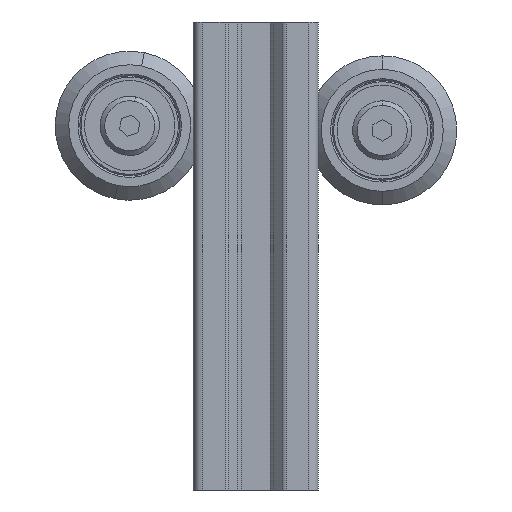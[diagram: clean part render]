
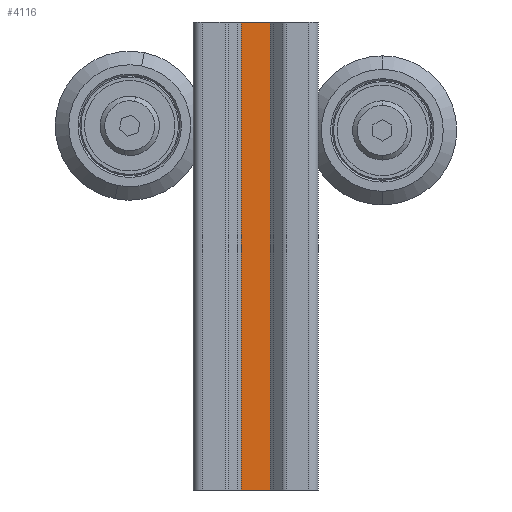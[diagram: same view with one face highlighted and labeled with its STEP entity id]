
A CAD part, front view. The second image highlights one B-rep face of the part: STEP entity #4116.
In plain terms, the highlighted planar face has unit normal (0, -1, 0).
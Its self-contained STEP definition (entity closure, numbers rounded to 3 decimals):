
#169 = CARTESIAN_POINT ( 'NONE',  ( -2.339, -3.4, -75. ) ) ;
#234 = VECTOR ( 'NONE', #7723, 1000. ) ;
#772 = DIRECTION ( 'NONE',  ( 0., 0., 1. ) ) ;
#906 = EDGE_CURVE ( 'NONE', #11642, #12000, #9718, .T. ) ;
#1362 = DIRECTION ( 'NONE',  ( -1., 0., 0. ) ) ;
#2263 = CARTESIAN_POINT ( 'NONE',  ( -2.339, -3.4, -75. ) ) ;
#2315 = FACE_OUTER_BOUND ( 'NONE', #8307, .T. ) ;
#2976 = ORIENTED_EDGE ( 'NONE', *, *, #7904, .T. ) ;
#3032 = VECTOR ( 'NONE', #13270, 1000. ) ;
#3522 = EDGE_CURVE ( 'NONE', #12638, #11642, #6587, .T. ) ;
#3721 = PLANE ( 'NONE',  #12901 ) ;
#4116 = ADVANCED_FACE ( 'NONE', ( #2315 ), #3721, .F. ) ;
#4912 = CARTESIAN_POINT ( 'NONE',  ( -2.339, -3.4, -75. ) ) ;
#6101 = CARTESIAN_POINT ( 'NONE',  ( -2.339, -3.4, 0. ) ) ;
#6587 = LINE ( 'NONE', #13681, #234 ) ;
#6624 = VERTEX_POINT ( 'NONE', #9530 ) ;
#7704 = LINE ( 'NONE', #6101, #14412 ) ;
#7723 = DIRECTION ( 'NONE',  ( -1., 0., 0. ) ) ;
#7904 = EDGE_CURVE ( 'NONE', #12638, #6624, #10465, .T. ) ;
#7954 = ORIENTED_EDGE ( 'NONE', *, *, #906, .F. ) ;
#8307 = EDGE_LOOP ( 'NONE', ( #15174, #7954, #11764, #2976 ) ) ;
#8482 = DIRECTION ( 'NONE',  ( 0., 1., 0. ) ) ;
#8655 = CARTESIAN_POINT ( 'NONE',  ( 2.339, -3.4, -75. ) ) ;
#9156 = VECTOR ( 'NONE', #772, 1000. ) ;
#9530 = CARTESIAN_POINT ( 'NONE',  ( 2.339, -3.4, 0. ) ) ;
#9718 = LINE ( 'NONE', #169, #3032 ) ;
#10465 = LINE ( 'NONE', #12761, #9156 ) ;
#11642 = VERTEX_POINT ( 'NONE', #2263 ) ;
#11764 = ORIENTED_EDGE ( 'NONE', *, *, #3522, .F. ) ;
#12000 = VERTEX_POINT ( 'NONE', #13592 ) ;
#12043 = DIRECTION ( 'NONE',  ( -1., 0., 0. ) ) ;
#12638 = VERTEX_POINT ( 'NONE', #8655 ) ;
#12761 = CARTESIAN_POINT ( 'NONE',  ( 2.339, -3.4, -75. ) ) ;
#12901 = AXIS2_PLACEMENT_3D ( 'NONE', #4912, #8482, #1362 ) ;
#13270 = DIRECTION ( 'NONE',  ( 0., 0., 1. ) ) ;
#13592 = CARTESIAN_POINT ( 'NONE',  ( -2.339, -3.4, 0. ) ) ;
#13681 = CARTESIAN_POINT ( 'NONE',  ( -2.339, -3.4, -75. ) ) ;
#14412 = VECTOR ( 'NONE', #12043, 1000. ) ;
#14583 = EDGE_CURVE ( 'NONE', #6624, #12000, #7704, .T. ) ;
#15174 = ORIENTED_EDGE ( 'NONE', *, *, #14583, .T. ) ;
